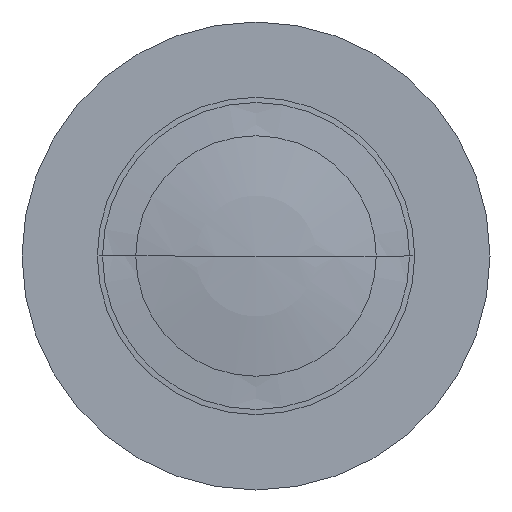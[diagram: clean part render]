
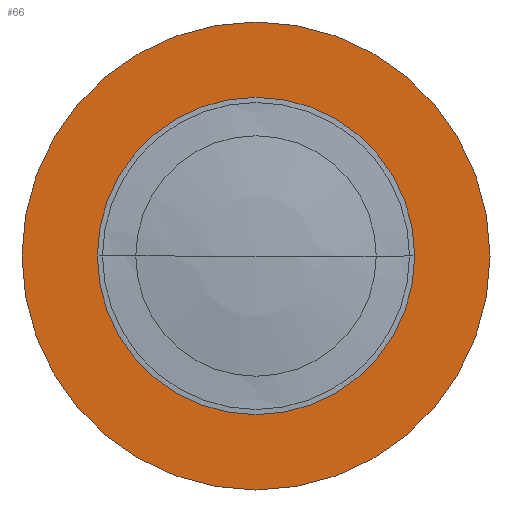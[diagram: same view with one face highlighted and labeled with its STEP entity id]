
A CAD part, front view. The second image highlights one B-rep face of the part: STEP entity #66.
In plain terms, the highlighted planar face has unit normal (0, -1, 0).
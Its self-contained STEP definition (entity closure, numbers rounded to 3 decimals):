
#66=ADVANCED_FACE('',(#124,#125),#126,.T.);
#124=FACE_OUTER_BOUND('',#266,.T.);
#125=FACE_BOUND('',#267,.T.);
#126=PLANE('',#268);
#266=EDGE_LOOP('',(#499,#500));
#267=EDGE_LOOP('',(#501,#502));
#268=AXIS2_PLACEMENT_3D('',#503,#504,#505);
#499=ORIENTED_EDGE('',*,*,#648,.T.);
#500=ORIENTED_EDGE('',*,*,#649,.T.);
#501=ORIENTED_EDGE('',*,*,#650,.T.);
#502=ORIENTED_EDGE('',*,*,#647,.T.);
#503=CARTESIAN_POINT('',(0.0,-1.261,0.0));
#504=DIRECTION('',(0.0,-1.0,0.0));
#505=DIRECTION('',(0.0,0.0,-1.0));
#647=EDGE_CURVE('',#738,#740,#742,.T.);
#648=EDGE_CURVE('',#743,#744,#745,.T.);
#649=EDGE_CURVE('',#744,#743,#746,.T.);
#650=EDGE_CURVE('',#740,#738,#747,.T.);
#738=VERTEX_POINT('',#858);
#740=VERTEX_POINT('',#861);
#742=CIRCLE('',#864,10.0);
#743=VERTEX_POINT('',#865);
#744=VERTEX_POINT('',#866);
#745=CIRCLE('',#867,14.75);
#746=CIRCLE('',#868,14.75);
#747=CIRCLE('',#869,10.0);
#858=CARTESIAN_POINT('',(-10.0,-1.261,0.));
#861=CARTESIAN_POINT('',(10.0,-1.261,0.0));
#864=AXIS2_PLACEMENT_3D('',#1011,#1012,#1013);
#865=CARTESIAN_POINT('',(14.75,-1.261,0.));
#866=CARTESIAN_POINT('',(-14.75,-1.261,0.0));
#867=AXIS2_PLACEMENT_3D('',#1014,#1015,#1016);
#868=AXIS2_PLACEMENT_3D('',#1017,#1018,#1019);
#869=AXIS2_PLACEMENT_3D('',#1020,#1021,#1022);
#1011=CARTESIAN_POINT('',(0.0,-1.261,0.0));
#1012=DIRECTION('',(0.0,1.0,0.0));
#1013=DIRECTION('',(-1.0,0.0,0.0));
#1014=CARTESIAN_POINT('',(0.0,-1.261,0.0));
#1015=DIRECTION('',(0.0,-1.0,0.0));
#1016=DIRECTION('',(1.0,0.0,0.0));
#1017=CARTESIAN_POINT('',(0.0,-1.261,0.0));
#1018=DIRECTION('',(0.0,-1.0,0.0));
#1019=DIRECTION('',(-1.0,0.0,0.0));
#1020=CARTESIAN_POINT('',(0.0,-1.261,0.0));
#1021=DIRECTION('',(-0.0,1.0,0.0));
#1022=DIRECTION('',(1.0,0.0,0.0));
